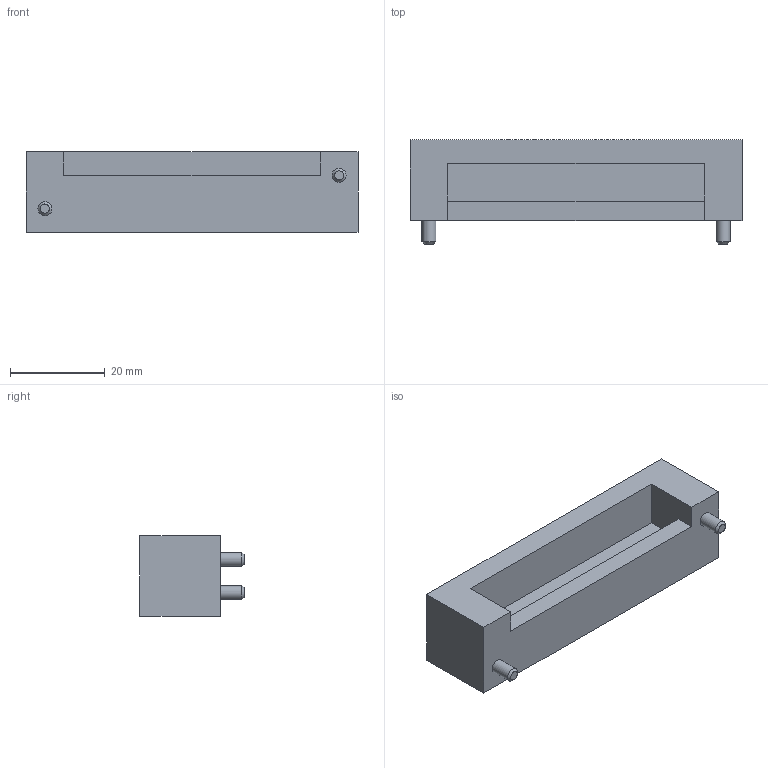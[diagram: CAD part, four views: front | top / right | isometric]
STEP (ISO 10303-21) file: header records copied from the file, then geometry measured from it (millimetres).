
FILE_DESCRIPTION(/* description */ (''),/* implementation_level */ '2;1');
FILE_NAME(/* name */ 'MSL_mold_outpart_no.stp',/* time_stamp */ '2023-01-03T13:42:56+01:00',/* author */ (''),/* organization */ (''),/* preprocessor_version */ 'ST-DEVELOPER v16.7',/* originating_system */ 'SIEMENS PLM Software NX 12.0',/* authorisation */ '');
FILE_SCHEMA (('AUTOMOTIVE_DESIGN { 1 0 10303 214 3 1 1 1 }'));
Length unit declared in the file: millimetre
Products named in the file (1): MSL_mold_outpart_no
Bounding box: 70 x 22 x 17 mm (x, y, z)
Volume: 14896.3 mm3; surface area: 6164.6 mm2
Topology: 1 solids, 1 shells, 18 faces, 42 edges, 28 vertices
Faces by surface type: plane 14, cylinder 2, cone 2
Full cylindrical faces by diameter (mm): 2.95 x2
Entity records: 498 total; most frequent: CARTESIAN_POINT 81, DIRECTION 80, ORIENTED_EDGE 72, EDGE_CURVE 36, LINE 30, VECTOR 30, VERTEX_POINT 26, AXIS2_PLACEMENT_3D 25
